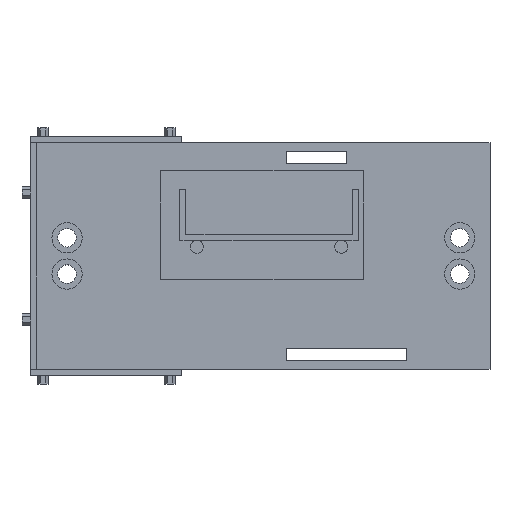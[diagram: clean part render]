
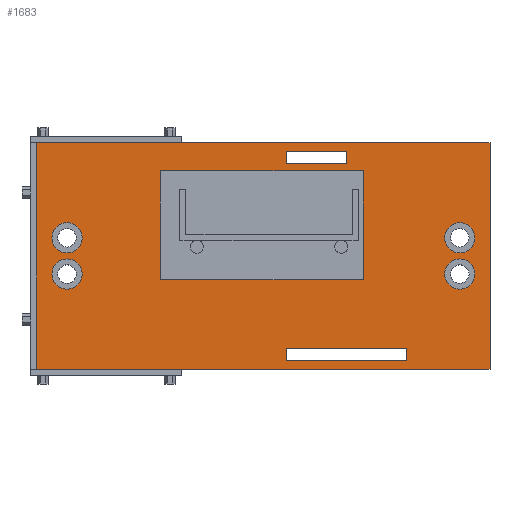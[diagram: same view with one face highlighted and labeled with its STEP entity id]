
A CAD part, top view. The second image highlights one B-rep face of the part: STEP entity #1683.
In plain terms, the highlighted planar face has unit normal (0, 0, 1).
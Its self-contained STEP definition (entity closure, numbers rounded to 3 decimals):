
#378 = VERTEX_POINT('',#379);
#379 = CARTESIAN_POINT('',(48.,75.,2.));
#409 = VERTEX_POINT('',#410);
#410 = CARTESIAN_POINT('',(150.,75.,2.));
#416 = EDGE_CURVE('',#409,#378,#417,.T.);
#417 = LINE('',#418,#419);
#418 = CARTESIAN_POINT('',(150.,75.,2.));
#419 = VECTOR('',#420,1.);
#420 = DIRECTION('',(-1.,0.,0.));
#457 = VERTEX_POINT('',#458);
#458 = CARTESIAN_POINT('',(150.,0.,2.));
#464 = EDGE_CURVE('',#457,#409,#465,.T.);
#465 = LINE('',#466,#467);
#466 = CARTESIAN_POINT('',(150.,0.,2.));
#467 = VECTOR('',#468,1.);
#468 = DIRECTION('',(0.,1.,0.));
#515 = VERTEX_POINT('',#516);
#516 = CARTESIAN_POINT('',(48.,0.,2.));
#522 = EDGE_CURVE('',#515,#457,#523,.T.);
#523 = LINE('',#524,#525);
#524 = CARTESIAN_POINT('',(0.,0.,2.));
#525 = VECTOR('',#526,1.);
#526 = DIRECTION('',(1.,0.,0.));
#858 = VERTEX_POINT('',#859);
#859 = CARTESIAN_POINT('',(82.5,3.,2.));
#865 = EDGE_CURVE('',#866,#858,#868,.T.);
#866 = VERTEX_POINT('',#867);
#867 = CARTESIAN_POINT('',(122.5,3.,2.));
#868 = LINE('',#869,#870);
#869 = CARTESIAN_POINT('',(78.75,3.,2.));
#870 = VECTOR('',#871,1.);
#871 = DIRECTION('',(-1.,0.,0.));
#889 = VERTEX_POINT('',#890);
#890 = CARTESIAN_POINT('',(82.5,7.,2.));
#896 = EDGE_CURVE('',#858,#889,#897,.T.);
#897 = LINE('',#898,#899);
#898 = CARTESIAN_POINT('',(82.5,22.25,2.));
#899 = VECTOR('',#900,1.);
#900 = DIRECTION('',(0.,1.,0.));
#913 = EDGE_CURVE('',#914,#866,#916,.T.);
#914 = VERTEX_POINT('',#915);
#915 = CARTESIAN_POINT('',(122.5,7.,2.));
#916 = LINE('',#917,#918);
#917 = CARTESIAN_POINT('',(122.5,20.25,2.));
#918 = VECTOR('',#919,1.);
#919 = DIRECTION('',(0.,-1.,0.));
#937 = EDGE_CURVE('',#889,#914,#938,.T.);
#938 = LINE('',#939,#940);
#939 = CARTESIAN_POINT('',(98.75,7.,2.));
#940 = VECTOR('',#941,1.);
#941 = DIRECTION('',(1.,0.,0.));
#1159 = VERTEX_POINT('',#1160);
#1160 = CARTESIAN_POINT('',(82.5,68.,2.));
#1166 = EDGE_CURVE('',#1159,#1167,#1169,.T.);
#1167 = VERTEX_POINT('',#1168);
#1168 = CARTESIAN_POINT('',(102.5,68.,2.));
#1169 = LINE('',#1170,#1171);
#1170 = CARTESIAN_POINT('',(78.75,68.,2.));
#1171 = VECTOR('',#1172,1.);
#1172 = DIRECTION('',(1.,0.,0.));
#1190 = EDGE_CURVE('',#1167,#1191,#1193,.T.);
#1191 = VERTEX_POINT('',#1192);
#1192 = CARTESIAN_POINT('',(102.5,72.,2.));
#1193 = LINE('',#1194,#1195);
#1194 = CARTESIAN_POINT('',(102.5,52.75,2.));
#1195 = VECTOR('',#1196,1.);
#1196 = DIRECTION('',(0.,1.,0.));
#1214 = EDGE_CURVE('',#1191,#1215,#1217,.T.);
#1215 = VERTEX_POINT('',#1216);
#1216 = CARTESIAN_POINT('',(82.5,72.,2.));
#1217 = LINE('',#1218,#1219);
#1218 = CARTESIAN_POINT('',(88.75,72.,2.));
#1219 = VECTOR('',#1220,1.);
#1220 = DIRECTION('',(-1.,0.,0.));
#1238 = EDGE_CURVE('',#1215,#1159,#1239,.T.);
#1239 = LINE('',#1240,#1241);
#1240 = CARTESIAN_POINT('',(82.5,54.75,2.));
#1241 = VECTOR('',#1242,1.);
#1242 = DIRECTION('',(0.,-1.,0.));
#1666 = VERTEX_POINT('',#1667);
#1667 = CARTESIAN_POINT('',(0.,75.,2.));
#1673 = EDGE_CURVE('',#378,#1666,#1674,.T.);
#1674 = LINE('',#1675,#1676);
#1675 = CARTESIAN_POINT('',(150.,75.,2.));
#1676 = VECTOR('',#1677,1.);
#1677 = DIRECTION('',(-1.,0.,0.));
#1683 = ADVANCED_FACE('',(#1684,#1704,#1715,#1721,#1732,#1743,#1777,
    #1788),#1794,.T.);
#1684 = FACE_BOUND('',#1685,.T.);
#1685 = EDGE_LOOP('',(#1686,#1694,#1695,#1696,#1697,#1698));
#1686 = ORIENTED_EDGE('',*,*,#1687,.T.);
#1687 = EDGE_CURVE('',#1688,#515,#1690,.T.);
#1688 = VERTEX_POINT('',#1689);
#1689 = CARTESIAN_POINT('',(0.,0.,2.));
#1690 = LINE('',#1691,#1692);
#1691 = CARTESIAN_POINT('',(0.,0.,2.));
#1692 = VECTOR('',#1693,1.);
#1693 = DIRECTION('',(1.,0.,0.));
#1694 = ORIENTED_EDGE('',*,*,#522,.T.);
#1695 = ORIENTED_EDGE('',*,*,#464,.T.);
#1696 = ORIENTED_EDGE('',*,*,#416,.T.);
#1697 = ORIENTED_EDGE('',*,*,#1673,.T.);
#1698 = ORIENTED_EDGE('',*,*,#1699,.T.);
#1699 = EDGE_CURVE('',#1666,#1688,#1700,.T.);
#1700 = LINE('',#1701,#1702);
#1701 = CARTESIAN_POINT('',(0.,75.,2.));
#1702 = VECTOR('',#1703,1.);
#1703 = DIRECTION('',(0.,-1.,0.));
#1704 = FACE_BOUND('',#1705,.T.);
#1705 = EDGE_LOOP('',(#1706));
#1706 = ORIENTED_EDGE('',*,*,#1707,.F.);
#1707 = EDGE_CURVE('',#1708,#1708,#1710,.T.);
#1708 = VERTEX_POINT('',#1709);
#1709 = CARTESIAN_POINT('',(15.,31.5,2.));
#1710 = CIRCLE('',#1711,5.);
#1711 = AXIS2_PLACEMENT_3D('',#1712,#1713,#1714);
#1712 = CARTESIAN_POINT('',(10.,31.5,2.));
#1713 = DIRECTION('',(0.,0.,1.));
#1714 = DIRECTION('',(1.,0.,0.));
#1715 = FACE_BOUND('',#1716,.T.);
#1716 = EDGE_LOOP('',(#1717,#1718,#1719,#1720));
#1717 = ORIENTED_EDGE('',*,*,#913,.T.);
#1718 = ORIENTED_EDGE('',*,*,#865,.T.);
#1719 = ORIENTED_EDGE('',*,*,#896,.T.);
#1720 = ORIENTED_EDGE('',*,*,#937,.T.);
#1721 = FACE_BOUND('',#1722,.T.);
#1722 = EDGE_LOOP('',(#1723));
#1723 = ORIENTED_EDGE('',*,*,#1724,.F.);
#1724 = EDGE_CURVE('',#1725,#1725,#1727,.T.);
#1725 = VERTEX_POINT('',#1726);
#1726 = CARTESIAN_POINT('',(145.,31.5,2.));
#1727 = CIRCLE('',#1728,5.);
#1728 = AXIS2_PLACEMENT_3D('',#1729,#1730,#1731);
#1729 = CARTESIAN_POINT('',(140.,31.5,2.));
#1730 = DIRECTION('',(0.,0.,1.));
#1731 = DIRECTION('',(1.,0.,0.));
#1732 = FACE_BOUND('',#1733,.T.);
#1733 = EDGE_LOOP('',(#1734));
#1734 = ORIENTED_EDGE('',*,*,#1735,.F.);
#1735 = EDGE_CURVE('',#1736,#1736,#1738,.T.);
#1736 = VERTEX_POINT('',#1737);
#1737 = CARTESIAN_POINT('',(15.,43.5,2.));
#1738 = CIRCLE('',#1739,5.);
#1739 = AXIS2_PLACEMENT_3D('',#1740,#1741,#1742);
#1740 = CARTESIAN_POINT('',(10.,43.5,2.));
#1741 = DIRECTION('',(0.,0.,1.));
#1742 = DIRECTION('',(1.,0.,0.));
#1743 = FACE_BOUND('',#1744,.T.);
#1744 = EDGE_LOOP('',(#1745,#1755,#1763,#1771));
#1745 = ORIENTED_EDGE('',*,*,#1746,.F.);
#1746 = EDGE_CURVE('',#1747,#1749,#1751,.T.);
#1747 = VERTEX_POINT('',#1748);
#1748 = CARTESIAN_POINT('',(108.107,65.705,2.));
#1749 = VERTEX_POINT('',#1750);
#1750 = CARTESIAN_POINT('',(40.927,65.705,2.));
#1751 = LINE('',#1752,#1753);
#1752 = CARTESIAN_POINT('',(57.964,65.705,2.));
#1753 = VECTOR('',#1754,1.);
#1754 = DIRECTION('',(-1.,0.,0.));
#1755 = ORIENTED_EDGE('',*,*,#1756,.F.);
#1756 = EDGE_CURVE('',#1757,#1747,#1759,.T.);
#1757 = VERTEX_POINT('',#1758);
#1758 = CARTESIAN_POINT('',(108.107,29.654,2.));
#1759 = LINE('',#1760,#1761);
#1760 = CARTESIAN_POINT('',(108.107,51.602,2.));
#1761 = VECTOR('',#1762,1.);
#1762 = DIRECTION('',(0.,1.,0.));
#1763 = ORIENTED_EDGE('',*,*,#1764,.F.);
#1764 = EDGE_CURVE('',#1765,#1757,#1767,.T.);
#1765 = VERTEX_POINT('',#1766);
#1766 = CARTESIAN_POINT('',(40.927,29.654,2.));
#1767 = LINE('',#1768,#1769);
#1768 = CARTESIAN_POINT('',(91.554,29.654,2.));
#1769 = VECTOR('',#1770,1.);
#1770 = DIRECTION('',(1.,0.,0.));
#1771 = ORIENTED_EDGE('',*,*,#1772,.F.);
#1772 = EDGE_CURVE('',#1749,#1765,#1773,.T.);
#1773 = LINE('',#1774,#1775);
#1774 = CARTESIAN_POINT('',(40.927,33.577,2.));
#1775 = VECTOR('',#1776,1.);
#1776 = DIRECTION('',(0.,-1.,0.));
#1777 = FACE_BOUND('',#1778,.T.);
#1778 = EDGE_LOOP('',(#1779));
#1779 = ORIENTED_EDGE('',*,*,#1780,.F.);
#1780 = EDGE_CURVE('',#1781,#1781,#1783,.T.);
#1781 = VERTEX_POINT('',#1782);
#1782 = CARTESIAN_POINT('',(145.,43.5,2.));
#1783 = CIRCLE('',#1784,5.);
#1784 = AXIS2_PLACEMENT_3D('',#1785,#1786,#1787);
#1785 = CARTESIAN_POINT('',(140.,43.5,2.));
#1786 = DIRECTION('',(0.,0.,1.));
#1787 = DIRECTION('',(1.,0.,0.));
#1788 = FACE_BOUND('',#1789,.T.);
#1789 = EDGE_LOOP('',(#1790,#1791,#1792,#1793));
#1790 = ORIENTED_EDGE('',*,*,#1166,.F.);
#1791 = ORIENTED_EDGE('',*,*,#1238,.F.);
#1792 = ORIENTED_EDGE('',*,*,#1214,.F.);
#1793 = ORIENTED_EDGE('',*,*,#1190,.F.);
#1794 = PLANE('',#1795);
#1795 = AXIS2_PLACEMENT_3D('',#1796,#1797,#1798);
#1796 = CARTESIAN_POINT('',(75.,37.5,2.));
#1797 = DIRECTION('',(0.,0.,1.));
#1798 = DIRECTION('',(1.,0.,0.));
